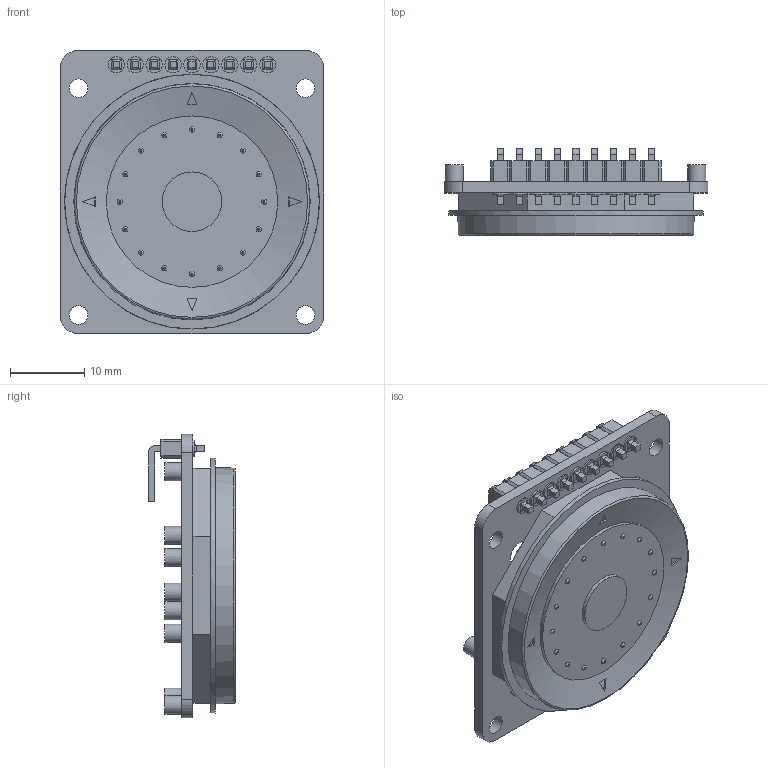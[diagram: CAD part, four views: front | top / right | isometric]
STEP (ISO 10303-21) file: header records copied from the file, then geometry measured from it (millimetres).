
FILE_DESCRIPTION(/* description */ (''),/* implementation_level */ '2;1');
FILE_NAME(/* name */ 'RE Adafruit Rotary Navigation Encoder .step',/* time_stamp */ '2022-11-20T13:04:11-05:00',/* author */ (''),/* organization */ (''),/* preprocessor_version */ 'ST-DEVELOPER v19.2',/* originating_system */ 'Autodesk Translation Framework v11.17.0.187',/* authorisation */ '');
FILE_SCHEMA (('AUTOMOTIVE_DESIGN { 1 0 10303 214 3 1 1 }'));
Length unit declared in the file: millimetre
Products named in the file (1): RE Adafruit Rotary Navigation Encoder
Bounding box: 35.5 x 11.65 x 38.1 mm (x, y, z)
Volume: 6561.9 mm3; surface area: 4472.9 mm2
Topology: 1 solids, 1 shells, 365 faces, 836 edges, 536 vertices
Faces by surface type: plane 252, cylinder 78, bspline 28, cone 6, torus 1
Full cylindrical faces by diameter (mm): 2.2 x9, 2.437 x9, 2.5 x4, 3.85 x4, 8 x1, 23.05 x1, 34.25 x1
Entity records: 10752 total; most frequent: CARTESIAN_POINT 2409, DIRECTION 1675, ORIENTED_EDGE 1672, EDGE_CURVE 836, LINE 623, VECTOR 623, VERTEX_POINT 536, AXIS2_PLACEMENT_3D 526
